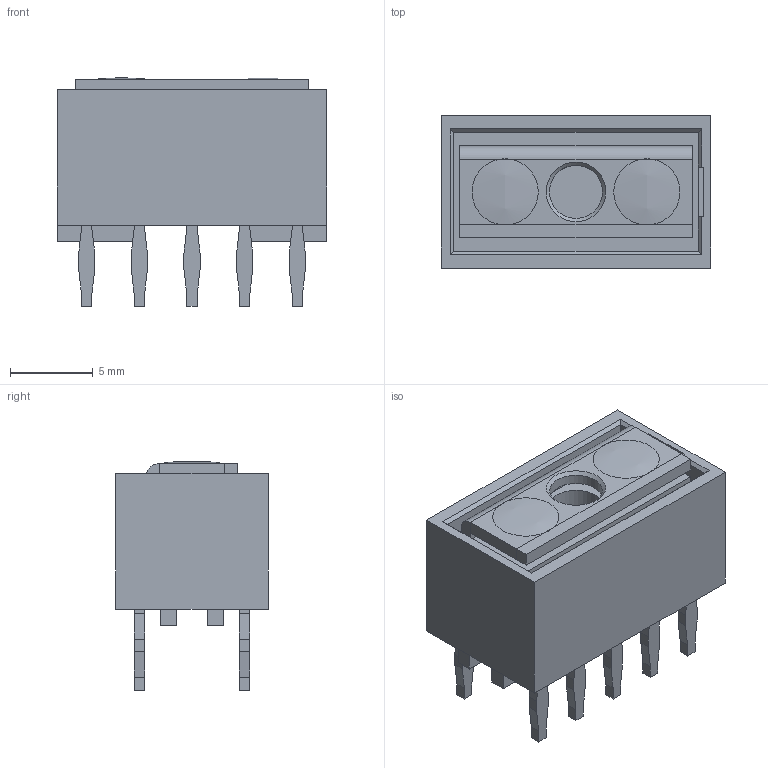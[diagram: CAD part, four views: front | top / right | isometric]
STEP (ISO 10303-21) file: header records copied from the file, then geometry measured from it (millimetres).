
FILE_DESCRIPTION(/* description */ (''),/* implementation_level */ '2;1');
FILE_NAME(/* name */ 'MOLEX_76001-0010.stp',/* time_stamp */ '2016-11-10T10:49:05+01:00',/* author */ ('jchouvet'),/* organization */ (''),/* preprocessor_version */ 'ST-DEVELOPER v16.1',/* originating_system */ 'AutoCAD Mechanical',/* authorisation */ '');
FILE_SCHEMA (('AUTOMOTIVE_DESIGN { 1 0 10303 214 3 1 1 }'));
Length unit declared in the file: millimetre
Products named in the file (1): Product
Bounding box: 16.29 x 9.2 x 13.81 mm (x, y, z)
Volume: 1105.4 mm3; surface area: 1952.4 mm2
Topology: 21 solids, 21 shells, 216 faces, 513 edges, 341 vertices
Faces by surface type: plane 210, cylinder 3, sphere 2, cone 1
Full cylindrical faces by diameter (mm): 3.2 x2
Entity records: 6117 total; most frequent: CARTESIAN_POINT 1068, ORIENTED_EDGE 1020, DIRECTION 953, EDGE_CURVE 510, LINE 501, VECTOR 501, VERTEX_POINT 341, AXIS2_PLACEMENT_3D 226
